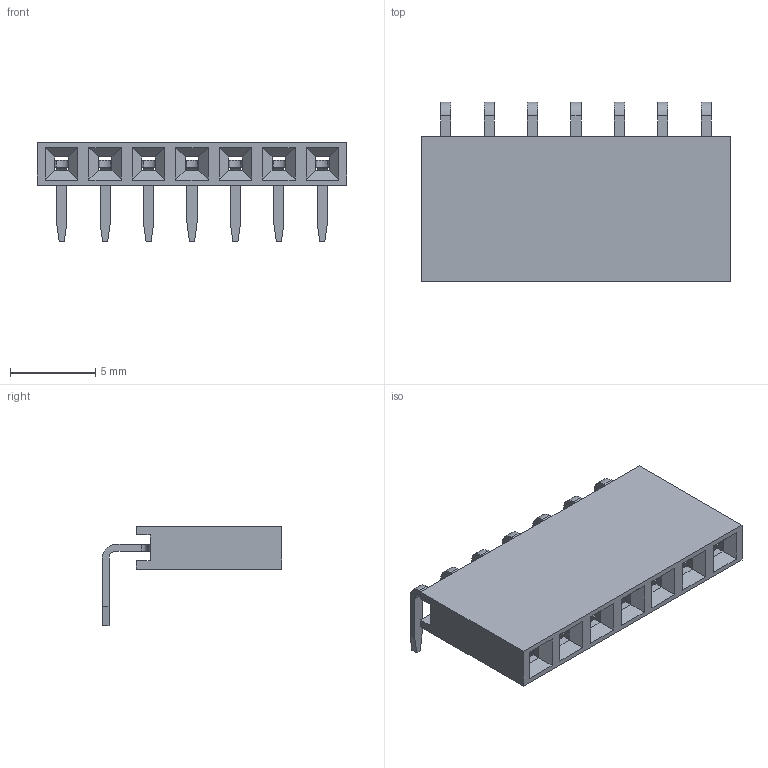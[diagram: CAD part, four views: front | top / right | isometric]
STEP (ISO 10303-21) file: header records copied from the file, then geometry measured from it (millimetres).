
FILE_DESCRIPTION(('STEP AP214'), '1');
FILE_NAME('DS1024-1x5RF1', '2017-07-15T12:19:11', ('Nobody'), (''), 'ASCON STEP Converter 1.3', 'ASCON Math Kernel', '');
FILE_SCHEMA(('AUTOMOTIVE_DESIGN { 1 0 10303 214 3 1 1}'));
Length unit declared in the file: millimetre
Assembly tree (8 placements, depth 2):
  (unnamed)
    (unnamed)
    (unnamed)  x7
Bounding box: 18.08 x 10.5 x 5.8 mm (x, y, z)
Volume: 293.8 mm3; surface area: 1072.4 mm2
Topology: 8 solids, 8 shells, 367 faces, 1046 edges, 688 vertices
Faces by surface type: plane 276, cylinder 91
Entity records: 7352 total; most frequent: CARTESIAN_POINT 1018, ORIENTED_EDGE 1012, DIRECTION 900, EDGE_CURVE 506, LINE 480, VECTOR 480, VERTEX_POINT 328, AXIS2_PLACEMENT_3D 210
